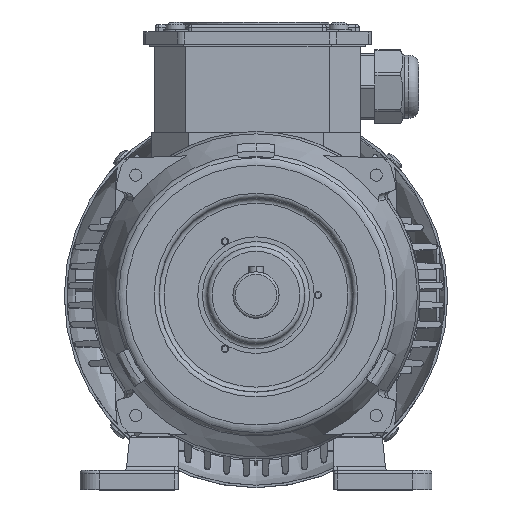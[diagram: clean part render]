
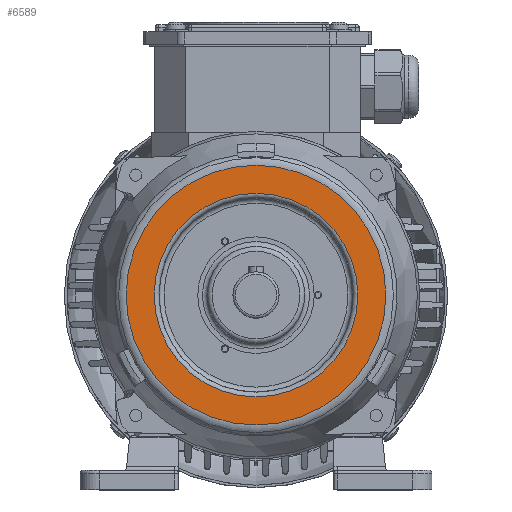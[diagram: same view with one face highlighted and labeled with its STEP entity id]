
A CAD part, top view. The second image highlights one B-rep face of the part: STEP entity #6589.
In plain terms, the highlighted planar face has unit normal (0, 0, 1).
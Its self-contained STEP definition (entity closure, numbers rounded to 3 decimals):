
#1970=FACE_BOUND('',#13964,.T.);
#1971=FACE_BOUND('',#13965,.T.);
#6589=ADVANCED_FACE('',(#1970,#1971),#8293,.T.);
#8293=PLANE('',#56600);
#13964=EDGE_LOOP('',(#34898));
#13965=EDGE_LOOP('',(#34899));
#34898=ORIENTED_EDGE('',*,*,#49651,.T.);
#34899=ORIENTED_EDGE('',*,*,#49652,.F.);
#42389=VERTEX_POINT('',#106158);
#42390=VERTEX_POINT('',#106161);
#49651=EDGE_CURVE('',#42389,#42389,#52462,.T.);
#49652=EDGE_CURVE('',#42390,#42390,#52463,.T.);
#52462=CIRCLE('',#56597,41.948);
#52463=CIRCLE('',#56599,53.499);
#56597=AXIS2_PLACEMENT_3D('',#106157,#68495,#68496);
#56599=AXIS2_PLACEMENT_3D('',#106160,#68499,#68500);
#56600=AXIS2_PLACEMENT_3D('',#106162,#68501,#68502);
#68495=DIRECTION('',(0.,0.,-1.));
#68496=DIRECTION('',(0.,1.,0.));
#68499=DIRECTION('',(0.,0.,-1.));
#68500=DIRECTION('',(0.,1.,0.));
#68501=DIRECTION('',(0.,0.,1.));
#68502=DIRECTION('',(0.,-1.,0.));
#106157=CARTESIAN_POINT('',(0.,0.,
-40.));
#106158=CARTESIAN_POINT('',(0.,41.948,-40.));
#106160=CARTESIAN_POINT('',(0.,0.,
-40.));
#106161=CARTESIAN_POINT('',(0.,53.499,-40.));
#106162=CARTESIAN_POINT('',(-58.849,58.849,-40.));
